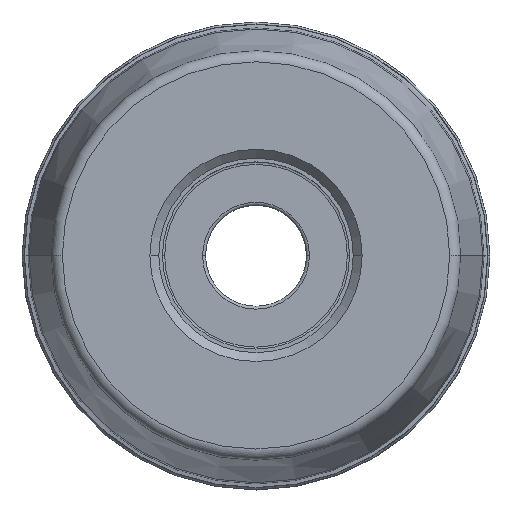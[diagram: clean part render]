
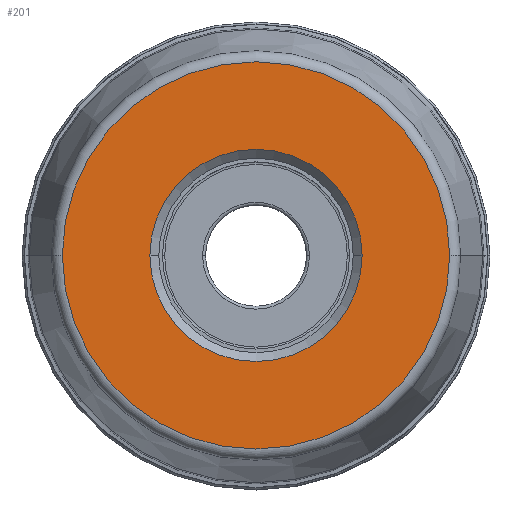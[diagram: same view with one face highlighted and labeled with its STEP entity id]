
A CAD part, top view. The second image highlights one B-rep face of the part: STEP entity #201.
In plain terms, the highlighted planar face has unit normal (0, 0, 1).
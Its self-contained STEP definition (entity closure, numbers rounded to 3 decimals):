
#28=PLANE('',#1913);
#34=FACE_BOUND('',#405,.T.);
#35=FACE_BOUND('',#406,.T.);
#201=ADVANCED_FACE('',(#34,#35),#28,.F.);
#405=EDGE_LOOP('',(#693,#694,#695,#696));
#406=EDGE_LOOP('',(#697,#698,#699,#700));
#693=ORIENTED_EDGE('',*,*,#1209,.F.);
#694=ORIENTED_EDGE('',*,*,#1207,.F.);
#695=ORIENTED_EDGE('',*,*,#1206,.T.);
#696=ORIENTED_EDGE('',*,*,#1210,.T.);
#697=ORIENTED_EDGE('',*,*,#1211,.T.);
#698=ORIENTED_EDGE('',*,*,#1212,.T.);
#699=ORIENTED_EDGE('',*,*,#1213,.T.);
#700=ORIENTED_EDGE('',*,*,#1214,.T.);
#1002=VERTEX_POINT('',#3849);
#1003=VERTEX_POINT('',#3851);
#1004=VERTEX_POINT('',#3853);
#1005=VERTEX_POINT('',#3857);
#1006=VERTEX_POINT('',#3861);
#1007=VERTEX_POINT('',#3862);
#1008=VERTEX_POINT('',#3864);
#1009=VERTEX_POINT('',#3866);
#1206=EDGE_CURVE('',#1003,#1002,#1463,.T.);
#1207=EDGE_CURVE('',#1003,#1004,#1464,.T.);
#1209=EDGE_CURVE('',#1004,#1005,#1466,.T.);
#1210=EDGE_CURVE('',#1002,#1005,#1467,.T.);
#1211=EDGE_CURVE('',#1006,#1007,#1468,.T.);
#1212=EDGE_CURVE('',#1007,#1008,#1469,.T.);
#1213=EDGE_CURVE('',#1008,#1009,#1470,.T.);
#1214=EDGE_CURVE('',#1009,#1006,#1471,.T.);
#1463=CIRCLE('',#1902,26.281);
#1464=CIRCLE('',#1903,26.281);
#1466=CIRCLE('',#1906,26.281);
#1467=CIRCLE('',#1907,26.281);
#1468=CIRCLE('',#1909,14.4);
#1469=CIRCLE('',#1910,14.4);
#1470=CIRCLE('',#1911,14.4);
#1471=CIRCLE('',#1912,14.4);
#1902=AXIS2_PLACEMENT_3D('',#3850,#2336,#2337);
#1903=AXIS2_PLACEMENT_3D('',#3852,#2338,#2339);
#1906=AXIS2_PLACEMENT_3D('',#3856,#2344,#2345);
#1907=AXIS2_PLACEMENT_3D('',#3858,#2346,#2347);
#1909=AXIS2_PLACEMENT_3D('',#3860,#2350,#2351);
#1910=AXIS2_PLACEMENT_3D('',#3863,#2352,#2353);
#1911=AXIS2_PLACEMENT_3D('',#3865,#2354,#2355);
#1912=AXIS2_PLACEMENT_3D('',#3867,#2356,#2357);
#1913=AXIS2_PLACEMENT_3D('',#3868,#2358,#2359);
#2336=DIRECTION('',(0.,0.,1.));
#2337=DIRECTION('',(1.,0.,0.));
#2338=DIRECTION('',(0.,0.,-1.));
#2339=DIRECTION('',(-1.,0.,0.));
#2344=DIRECTION('',(0.,0.,-1.));
#2345=DIRECTION('',(-1.,0.,0.));
#2346=DIRECTION('',(0.,0.,1.));
#2347=DIRECTION('',(1.,0.,0.));
#2350=DIRECTION('',(0.,0.,-1.));
#2351=DIRECTION('',(0.,-1.,0.));
#2352=DIRECTION('',(0.,0.,-1.));
#2353=DIRECTION('',(-1.,0.,0.));
#2354=DIRECTION('',(0.,0.,-1.));
#2355=DIRECTION('',(0.,1.,0.));
#2356=DIRECTION('',(0.,0.,-1.));
#2357=DIRECTION('',(1.,0.,0.));
#2358=DIRECTION('',(0.,0.,-1.));
#2359=DIRECTION('',(1.,0.,0.));
#3849=CARTESIAN_POINT('',(26.281,0.,0.));
#3850=CARTESIAN_POINT('',(0.,0.,0.));
#3851=CARTESIAN_POINT('',(26.281,-0.021,0.));
#3852=CARTESIAN_POINT('',(0.,0.,0.));
#3853=CARTESIAN_POINT('',(-26.281,0.,0.));
#3856=CARTESIAN_POINT('',(0.,0.,0.));
#3857=CARTESIAN_POINT('',(-26.281,0.021,0.));
#3858=CARTESIAN_POINT('',(0.,0.,0.));
#3860=CARTESIAN_POINT('',(0.,0.,0.));
#3861=CARTESIAN_POINT('',(0.,-14.4,0.));
#3862=CARTESIAN_POINT('',(-14.4,0.,0.));
#3863=CARTESIAN_POINT('',(0.,0.,0.));
#3864=CARTESIAN_POINT('',(0.,14.4,0.));
#3865=CARTESIAN_POINT('',(0.,0.,0.));
#3866=CARTESIAN_POINT('',(14.4,0.,0.));
#3867=CARTESIAN_POINT('',(0.,0.,0.));
#3868=CARTESIAN_POINT('',(0.,0.,0.));
